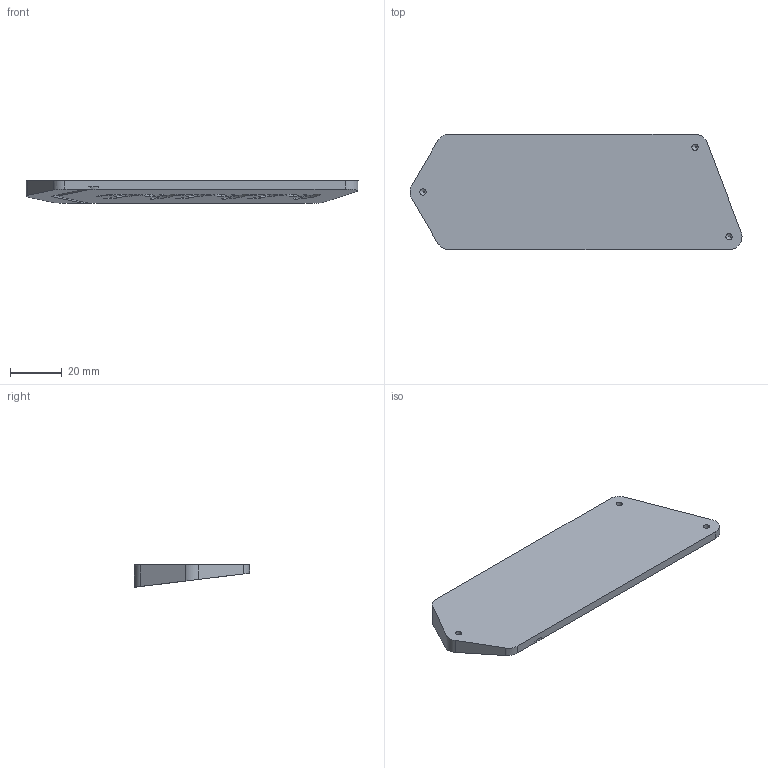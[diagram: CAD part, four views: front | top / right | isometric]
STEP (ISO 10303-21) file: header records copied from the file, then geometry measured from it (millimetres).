
FILE_DESCRIPTION (( 'STEP AP214' ), '1' );
FILE_NAME ('酘忒饜笭.STEP', '2020-03-05T10:00:27', ( '' ), ( '' ), 'SwSTEP 2.0', 'SolidWorks 2018', '' );
FILE_SCHEMA (( 'AUTOMOTIVE_DESIGN' ));
Length unit declared in the file: millimetre
Products named in the file (1): 酘忒饜笭
Bounding box: 128.09 x 44.43 x 8.7 mm (x, y, z)
Volume: 29578.4 mm3; surface area: 12675.4 mm2
Topology: 1 solids, 1 shells, 259 faces, 753 edges, 497 vertices
Faces by surface type: bspline 212, plane 35, cylinder 6, cone 6
Entity records: 9808 total; most frequent: CARTESIAN_POINT 4461, ORIENTED_EDGE 1494, EDGE_CURVE 747, VERTEX_POINT 497, DIRECTION 431, B_SPLINE_CURVE_WITH_KNOTS 407, VECTOR 311, LINE 311
